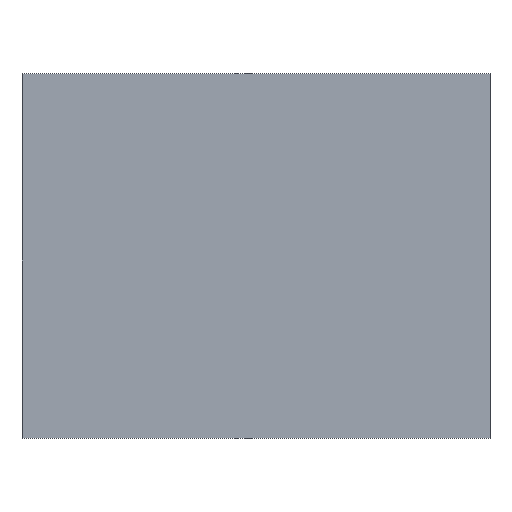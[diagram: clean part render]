
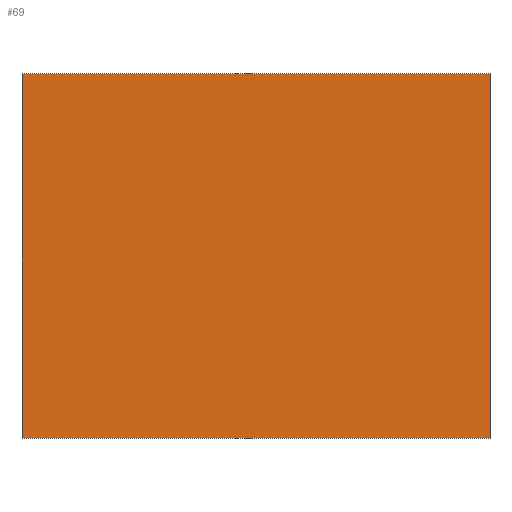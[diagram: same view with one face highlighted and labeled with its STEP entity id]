
A CAD part, top view. The second image highlights one B-rep face of the part: STEP entity #69.
In plain terms, the highlighted planar face has unit normal (0, 0, 1).
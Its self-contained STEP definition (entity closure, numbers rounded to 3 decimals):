
#2 = VERTEX_POINT ( 'NONE', #105 ) ;
#13 = VECTOR ( 'NONE', #143, 1000. ) ;
#18 = DIRECTION ( 'NONE',  ( 1., 0., 0. ) ) ;
#20 = CARTESIAN_POINT ( 'NONE',  ( 34., 26.5, 1.5 ) ) ;
#21 = LINE ( 'NONE', #20, #84 ) ;
#25 = EDGE_LOOP ( 'NONE', ( #155, #40, #166, #93 ) ) ;
#31 = VERTEX_POINT ( 'NONE', #137 ) ;
#32 = CARTESIAN_POINT ( 'NONE',  ( -34., 26.5, 1.5 ) ) ;
#34 = CARTESIAN_POINT ( 'NONE',  ( 0., 0., 1.5 ) ) ;
#40 = ORIENTED_EDGE ( 'NONE', *, *, #90, .T. ) ;
#45 = VERTEX_POINT ( 'NONE', #188 ) ;
#49 = DIRECTION ( 'NONE',  ( -1., 0., 0. ) ) ;
#63 = LINE ( 'NONE', #205, #13 ) ;
#64 = DIRECTION ( 'NONE',  ( 0., 0., 1. ) ) ;
#65 = DIRECTION ( 'NONE',  ( 1., 0., 0. ) ) ;
#69 = ADVANCED_FACE ( 'NONE', ( #154 ), #163, .T. ) ;
#84 = VECTOR ( 'NONE', #49, 1000. ) ;
#90 = EDGE_CURVE ( 'NONE', #31, #45, #181, .T. ) ;
#93 = ORIENTED_EDGE ( 'NONE', *, *, #104, .T. ) ;
#104 = EDGE_CURVE ( 'NONE', #2, #208, #21, .T. ) ;
#105 = CARTESIAN_POINT ( 'NONE',  ( 34., 26.5, 1.5 ) ) ;
#112 = AXIS2_PLACEMENT_3D ( 'NONE', #34, #64, #18 ) ;
#121 = VECTOR ( 'NONE', #65, 1000. ) ;
#123 = EDGE_CURVE ( 'NONE', #45, #2, #63, .T. ) ;
#126 = CARTESIAN_POINT ( 'NONE',  ( 34., -26.5, 1.5 ) ) ;
#137 = CARTESIAN_POINT ( 'NONE',  ( -34., -26.5, 1.5 ) ) ;
#143 = DIRECTION ( 'NONE',  ( 0., 1., 0. ) ) ;
#154 = FACE_OUTER_BOUND ( 'NONE', #25, .T. ) ;
#155 = ORIENTED_EDGE ( 'NONE', *, *, #209, .T. ) ;
#157 = VECTOR ( 'NONE', #201, 1000. ) ;
#163 = PLANE ( 'NONE',  #112 ) ;
#165 = LINE ( 'NONE', #184, #157 ) ;
#166 = ORIENTED_EDGE ( 'NONE', *, *, #123, .T. ) ;
#181 = LINE ( 'NONE', #126, #121 ) ;
#184 = CARTESIAN_POINT ( 'NONE',  ( -34., -26.5, 1.5 ) ) ;
#188 = CARTESIAN_POINT ( 'NONE',  ( 34., -26.5, 1.5 ) ) ;
#201 = DIRECTION ( 'NONE',  ( 0., -1., 0. ) ) ;
#205 = CARTESIAN_POINT ( 'NONE',  ( 34., -26.5, 1.5 ) ) ;
#208 = VERTEX_POINT ( 'NONE', #32 ) ;
#209 = EDGE_CURVE ( 'NONE', #208, #31, #165, .T. ) ;
